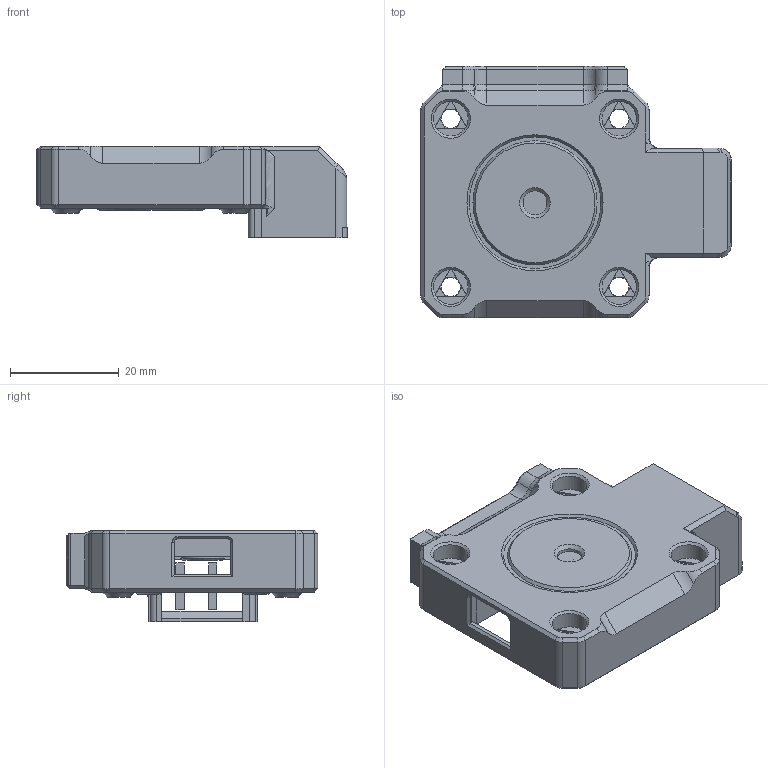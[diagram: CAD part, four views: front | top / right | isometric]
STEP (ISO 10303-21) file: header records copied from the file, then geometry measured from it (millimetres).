
FILE_DESCRIPTION(/* description */ (''),/* implementation_level */ '2;1');
FILE_NAME(/* name */ 'WoodWorker - remix of Lamarc double shear Limit Switch cover v61.step',/* time_stamp */ '2025-06-05T19:31:32-04:00',/* author */ (''),/* organization */ (''),/* preprocessor_version */ 'ST-DEVELOPER v20.1',/* originating_system */ 'Autodesk Translation Framework v14.10.0.0',/* authorisation */ '');
FILE_SCHEMA (('AUTOMOTIVE_DESIGN { 1 0 10303 214 3 1 1 }'));
Length unit declared in the file: millimetre
Products named in the file (1): Lamarc N4Pro Double Shear Limit (1)
Bounding box: 57.02 x 46.22 x 16.89 mm (x, y, z)
Volume: 17857.9 mm3; surface area: 9338.2 mm2
Topology: 3 solids, 4 shells, 329 faces, 823 edges, 511 vertices
Faces by surface type: plane 218, cylinder 47, cone 36, bspline 28
Full cylindrical faces by diameter (mm): 3.5 x4, 4.2 x2, 4.4 x2, 6.397 x4
Entity records: 10227 total; most frequent: CARTESIAN_POINT 2406, ORIENTED_EDGE 1646, DIRECTION 1551, EDGE_CURVE 823, LINE 579, VECTOR 579, VERTEX_POINT 511, AXIS2_PLACEMENT_3D 486
